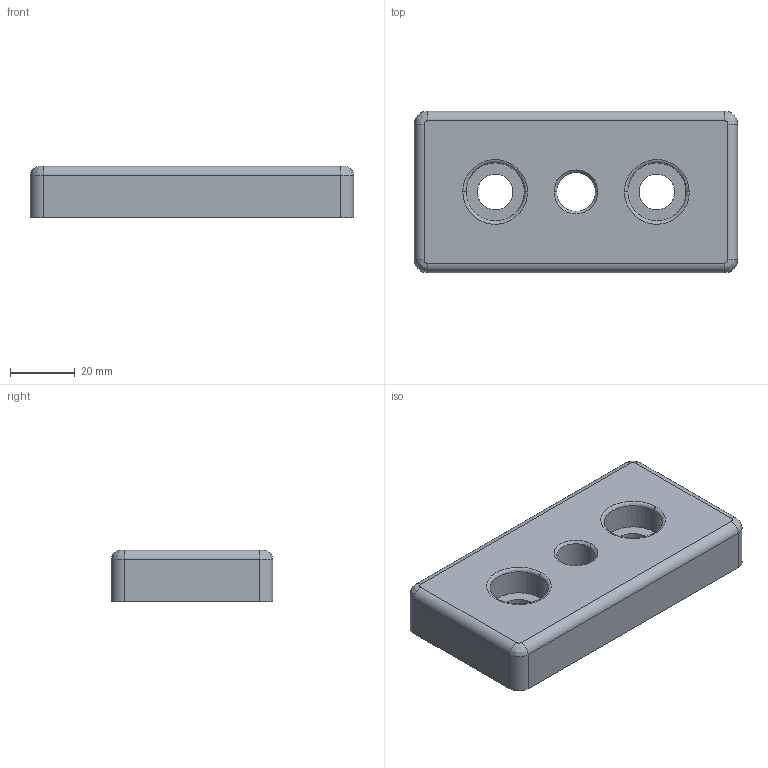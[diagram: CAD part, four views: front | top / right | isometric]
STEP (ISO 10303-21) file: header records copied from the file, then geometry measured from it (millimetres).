
FILE_DESCRIPTION (( 'STEP AP214' ), '1' );
FILE_NAME ('093t501001410s.STEP', '2014-09-08T07:27:45', ( '' ), ( '' ), 'SwSTEP 2.0', 'SolidWorks 2014', '' );
FILE_SCHEMA (( 'AUTOMOTIVE_DESIGN' ));
Length unit declared in the file: inch
Products named in the file (1): 093t501001410s
Bounding box: 100 x 50 x 16 mm (x, y, z)
Volume: 49053.4 mm3; surface area: 21777.6 mm2
Topology: 1 solids, 1 shells, 174 faces, 420 edges, 238 vertices
Faces by surface type: cylinder 79, bspline 61, plane 32, cone 2
Entity records: 8212 total; most frequent: CARTESIAN_POINT 2061, DIRECTION 847, ORIENTED_EDGE 804, EDGE_CURVE 402, AXIS2_PLACEMENT_3D 350, VERTEX_POINT 238, CIRCLE 236, EDGE_LOOP 188
